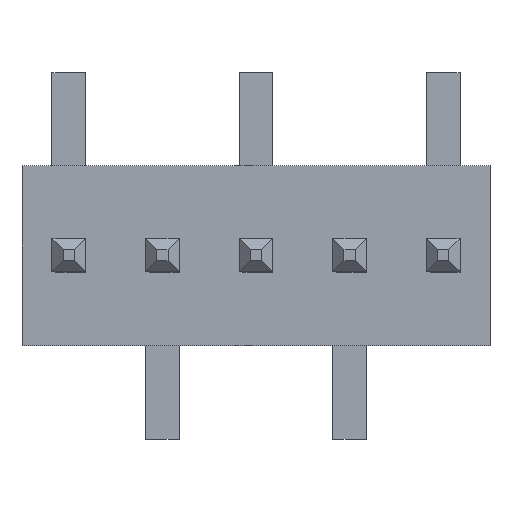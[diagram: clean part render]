
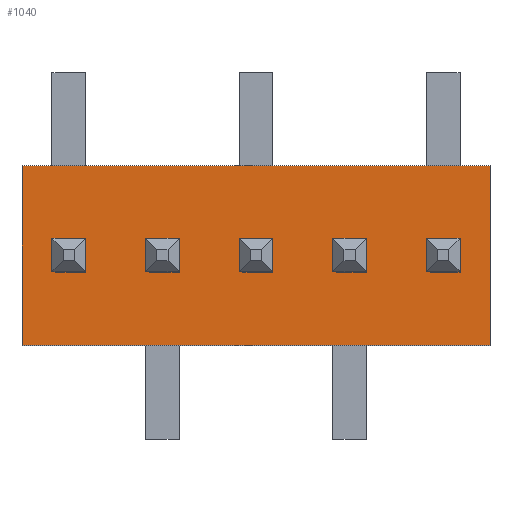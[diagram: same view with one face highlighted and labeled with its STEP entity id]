
A CAD part, top view. The second image highlights one B-rep face of the part: STEP entity #1040.
In plain terms, the highlighted face is planar.
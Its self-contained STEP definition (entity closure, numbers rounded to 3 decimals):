
#88 = VERTEX_POINT('',#89);
#89 = CARTESIAN_POINT('',(3.175,1.27,-1.219));
#106 = VERTEX_POINT('',#107);
#107 = CARTESIAN_POINT('',(-3.175,1.27,-1.219));
#113 = EDGE_CURVE('',#88,#106,#114,.T.);
#114 = LINE('',#115,#116);
#115 = CARTESIAN_POINT('',(3.175,1.27,-1.219));
#116 = VECTOR('',#117,1.);
#117 = DIRECTION('',(-1.,0.,0.));
#255 = VERTEX_POINT('',#256);
#256 = CARTESIAN_POINT('',(-3.175,1.27,1.219));
#262 = EDGE_CURVE('',#106,#255,#263,.T.);
#263 = LINE('',#264,#265);
#264 = CARTESIAN_POINT('',(-3.175,1.27,-1.219));
#265 = VECTOR('',#266,1.);
#266 = DIRECTION('',(0.,0.,1.));
#286 = VERTEX_POINT('',#287);
#287 = CARTESIAN_POINT('',(3.175,1.27,1.219));
#293 = EDGE_CURVE('',#255,#286,#294,.T.);
#294 = LINE('',#295,#296);
#295 = CARTESIAN_POINT('',(-3.175,1.27,1.219));
#296 = VECTOR('',#297,1.);
#297 = DIRECTION('',(1.,0.,0.));
#324 = EDGE_CURVE('',#286,#88,#325,.T.);
#325 = LINE('',#326,#327);
#326 = CARTESIAN_POINT('',(3.175,1.27,1.219));
#327 = VECTOR('',#328,1.);
#328 = DIRECTION('',(0.,0.,-1.));
#418 = VERTEX_POINT('',#419);
#419 = CARTESIAN_POINT('',(2.311,1.27,-0.229));
#425 = EDGE_CURVE('',#418,#426,#428,.T.);
#426 = VERTEX_POINT('',#427);
#427 = CARTESIAN_POINT('',(2.311,1.27,0.178));
#428 = LINE('',#429,#430);
#429 = CARTESIAN_POINT('',(2.311,1.27,-0.229));
#430 = VECTOR('',#431,1.);
#431 = DIRECTION('',(0.,0.,1.));
#456 = VERTEX_POINT('',#457);
#457 = CARTESIAN_POINT('',(2.718,1.27,-0.229));
#463 = EDGE_CURVE('',#456,#418,#464,.T.);
#464 = LINE('',#465,#466);
#465 = CARTESIAN_POINT('',(2.718,1.27,-0.229));
#466 = VECTOR('',#467,1.);
#467 = DIRECTION('',(-1.,0.,0.));
#487 = VERTEX_POINT('',#488);
#488 = CARTESIAN_POINT('',(2.718,1.27,0.178));
#494 = EDGE_CURVE('',#487,#456,#495,.T.);
#495 = LINE('',#496,#497);
#496 = CARTESIAN_POINT('',(2.718,1.27,0.178));
#497 = VECTOR('',#498,1.);
#498 = DIRECTION('',(0.,0.,-1.));
#520 = VERTEX_POINT('',#521);
#521 = CARTESIAN_POINT('',(1.041,1.27,-0.229));
#527 = EDGE_CURVE('',#520,#528,#530,.T.);
#528 = VERTEX_POINT('',#529);
#529 = CARTESIAN_POINT('',(1.041,1.27,0.178));
#530 = LINE('',#531,#532);
#531 = CARTESIAN_POINT('',(1.041,1.27,-0.229));
#532 = VECTOR('',#533,1.);
#533 = DIRECTION('',(0.,0.,1.));
#558 = VERTEX_POINT('',#559);
#559 = CARTESIAN_POINT('',(1.448,1.27,-0.229));
#565 = EDGE_CURVE('',#558,#520,#566,.T.);
#566 = LINE('',#567,#568);
#567 = CARTESIAN_POINT('',(1.448,1.27,-0.229));
#568 = VECTOR('',#569,1.);
#569 = DIRECTION('',(-1.,0.,0.));
#589 = VERTEX_POINT('',#590);
#590 = CARTESIAN_POINT('',(1.448,1.27,0.178));
#596 = EDGE_CURVE('',#589,#558,#597,.T.);
#597 = LINE('',#598,#599);
#598 = CARTESIAN_POINT('',(1.448,1.27,0.178));
#599 = VECTOR('',#600,1.);
#600 = DIRECTION('',(0.,0.,-1.));
#622 = VERTEX_POINT('',#623);
#623 = CARTESIAN_POINT('',(-0.229,1.27,-0.229));
#629 = EDGE_CURVE('',#622,#630,#632,.T.);
#630 = VERTEX_POINT('',#631);
#631 = CARTESIAN_POINT('',(-0.229,1.27,0.178));
#632 = LINE('',#633,#634);
#633 = CARTESIAN_POINT('',(-0.229,1.27,-0.229));
#634 = VECTOR('',#635,1.);
#635 = DIRECTION('',(0.,0.,1.));
#660 = VERTEX_POINT('',#661);
#661 = CARTESIAN_POINT('',(0.178,1.27,-0.229));
#667 = EDGE_CURVE('',#660,#622,#668,.T.);
#668 = LINE('',#669,#670);
#669 = CARTESIAN_POINT('',(0.178,1.27,-0.229));
#670 = VECTOR('',#671,1.);
#671 = DIRECTION('',(-1.,0.,0.));
#691 = VERTEX_POINT('',#692);
#692 = CARTESIAN_POINT('',(0.178,1.27,0.178));
#698 = EDGE_CURVE('',#691,#660,#699,.T.);
#699 = LINE('',#700,#701);
#700 = CARTESIAN_POINT('',(0.178,1.27,0.178));
#701 = VECTOR('',#702,1.);
#702 = DIRECTION('',(0.,0.,-1.));
#724 = VERTEX_POINT('',#725);
#725 = CARTESIAN_POINT('',(-1.499,1.27,-0.229));
#731 = EDGE_CURVE('',#724,#732,#734,.T.);
#732 = VERTEX_POINT('',#733);
#733 = CARTESIAN_POINT('',(-1.499,1.27,0.178));
#734 = LINE('',#735,#736);
#735 = CARTESIAN_POINT('',(-1.499,1.27,-0.229));
#736 = VECTOR('',#737,1.);
#737 = DIRECTION('',(0.,0.,1.));
#762 = VERTEX_POINT('',#763);
#763 = CARTESIAN_POINT('',(-1.092,1.27,-0.229));
#769 = EDGE_CURVE('',#762,#724,#770,.T.);
#770 = LINE('',#771,#772);
#771 = CARTESIAN_POINT('',(-1.092,1.27,-0.229));
#772 = VECTOR('',#773,1.);
#773 = DIRECTION('',(-1.,0.,0.));
#793 = VERTEX_POINT('',#794);
#794 = CARTESIAN_POINT('',(-1.092,1.27,0.178));
#800 = EDGE_CURVE('',#793,#762,#801,.T.);
#801 = LINE('',#802,#803);
#802 = CARTESIAN_POINT('',(-1.092,1.27,0.178));
#803 = VECTOR('',#804,1.);
#804 = DIRECTION('',(0.,0.,-1.));
#826 = VERTEX_POINT('',#827);
#827 = CARTESIAN_POINT('',(-2.769,1.27,-0.229));
#833 = EDGE_CURVE('',#826,#834,#836,.T.);
#834 = VERTEX_POINT('',#835);
#835 = CARTESIAN_POINT('',(-2.769,1.27,0.178));
#836 = LINE('',#837,#838);
#837 = CARTESIAN_POINT('',(-2.769,1.27,-0.229));
#838 = VECTOR('',#839,1.);
#839 = DIRECTION('',(0.,0.,1.));
#864 = VERTEX_POINT('',#865);
#865 = CARTESIAN_POINT('',(-2.362,1.27,-0.229));
#871 = EDGE_CURVE('',#864,#826,#872,.T.);
#872 = LINE('',#873,#874);
#873 = CARTESIAN_POINT('',(-2.362,1.27,-0.229));
#874 = VECTOR('',#875,1.);
#875 = DIRECTION('',(-1.,0.,0.));
#895 = VERTEX_POINT('',#896);
#896 = CARTESIAN_POINT('',(-2.362,1.27,0.178));
#902 = EDGE_CURVE('',#895,#864,#903,.T.);
#903 = LINE('',#904,#905);
#904 = CARTESIAN_POINT('',(-2.362,1.27,0.178));
#905 = VECTOR('',#906,1.);
#906 = DIRECTION('',(0.,0.,-1.));
#924 = EDGE_CURVE('',#426,#487,#925,.T.);
#925 = LINE('',#926,#927);
#926 = CARTESIAN_POINT('',(2.311,1.27,0.178));
#927 = VECTOR('',#928,1.);
#928 = DIRECTION('',(1.,0.,0.));
#946 = EDGE_CURVE('',#528,#589,#947,.T.);
#947 = LINE('',#948,#949);
#948 = CARTESIAN_POINT('',(1.041,1.27,0.178));
#949 = VECTOR('',#950,1.);
#950 = DIRECTION('',(1.,0.,0.));
#968 = EDGE_CURVE('',#630,#691,#969,.T.);
#969 = LINE('',#970,#971);
#970 = CARTESIAN_POINT('',(-0.229,1.27,0.178));
#971 = VECTOR('',#972,1.);
#972 = DIRECTION('',(1.,0.,0.));
#990 = EDGE_CURVE('',#732,#793,#991,.T.);
#991 = LINE('',#992,#993);
#992 = CARTESIAN_POINT('',(-1.499,1.27,0.178));
#993 = VECTOR('',#994,1.);
#994 = DIRECTION('',(1.,0.,0.));
#1012 = EDGE_CURVE('',#834,#895,#1013,.T.);
#1013 = LINE('',#1014,#1015);
#1014 = CARTESIAN_POINT('',(-2.769,1.27,0.178));
#1015 = VECTOR('',#1016,1.);
#1016 = DIRECTION('',(1.,0.,0.));
#1040 = ADVANCED_FACE('',(#1041,#1047,#1053,#1059,#1065,#1071),#1077,.T.
  );
#1041 = FACE_BOUND('',#1042,.T.);
#1042 = EDGE_LOOP('',(#1043,#1044,#1045,#1046));
#1043 = ORIENTED_EDGE('',*,*,#833,.F.);
#1044 = ORIENTED_EDGE('',*,*,#871,.F.);
#1045 = ORIENTED_EDGE('',*,*,#902,.F.);
#1046 = ORIENTED_EDGE('',*,*,#1012,.F.);
#1047 = FACE_BOUND('',#1048,.T.);
#1048 = EDGE_LOOP('',(#1049,#1050,#1051,#1052));
#1049 = ORIENTED_EDGE('',*,*,#731,.F.);
#1050 = ORIENTED_EDGE('',*,*,#769,.F.);
#1051 = ORIENTED_EDGE('',*,*,#800,.F.);
#1052 = ORIENTED_EDGE('',*,*,#990,.F.);
#1053 = FACE_BOUND('',#1054,.T.);
#1054 = EDGE_LOOP('',(#1055,#1056,#1057,#1058));
#1055 = ORIENTED_EDGE('',*,*,#629,.F.);
#1056 = ORIENTED_EDGE('',*,*,#667,.F.);
#1057 = ORIENTED_EDGE('',*,*,#698,.F.);
#1058 = ORIENTED_EDGE('',*,*,#968,.F.);
#1059 = FACE_BOUND('',#1060,.T.);
#1060 = EDGE_LOOP('',(#1061,#1062,#1063,#1064));
#1061 = ORIENTED_EDGE('',*,*,#527,.F.);
#1062 = ORIENTED_EDGE('',*,*,#565,.F.);
#1063 = ORIENTED_EDGE('',*,*,#596,.F.);
#1064 = ORIENTED_EDGE('',*,*,#946,.F.);
#1065 = FACE_BOUND('',#1066,.T.);
#1066 = EDGE_LOOP('',(#1067,#1068,#1069,#1070));
#1067 = ORIENTED_EDGE('',*,*,#425,.F.);
#1068 = ORIENTED_EDGE('',*,*,#463,.F.);
#1069 = ORIENTED_EDGE('',*,*,#494,.F.);
#1070 = ORIENTED_EDGE('',*,*,#924,.F.);
#1071 = FACE_BOUND('',#1072,.T.);
#1072 = EDGE_LOOP('',(#1073,#1074,#1075,#1076));
#1073 = ORIENTED_EDGE('',*,*,#262,.T.);
#1074 = ORIENTED_EDGE('',*,*,#293,.T.);
#1075 = ORIENTED_EDGE('',*,*,#324,.T.);
#1076 = ORIENTED_EDGE('',*,*,#113,.T.);
#1077 = PLANE('',#1078);
#1078 = AXIS2_PLACEMENT_3D('',#1079,#1080,#1081);
#1079 = CARTESIAN_POINT('',(0.,1.27,0.));
#1080 = DIRECTION('',(0.,1.,0.));
#1081 = DIRECTION('',(0.,-0.,1.));
